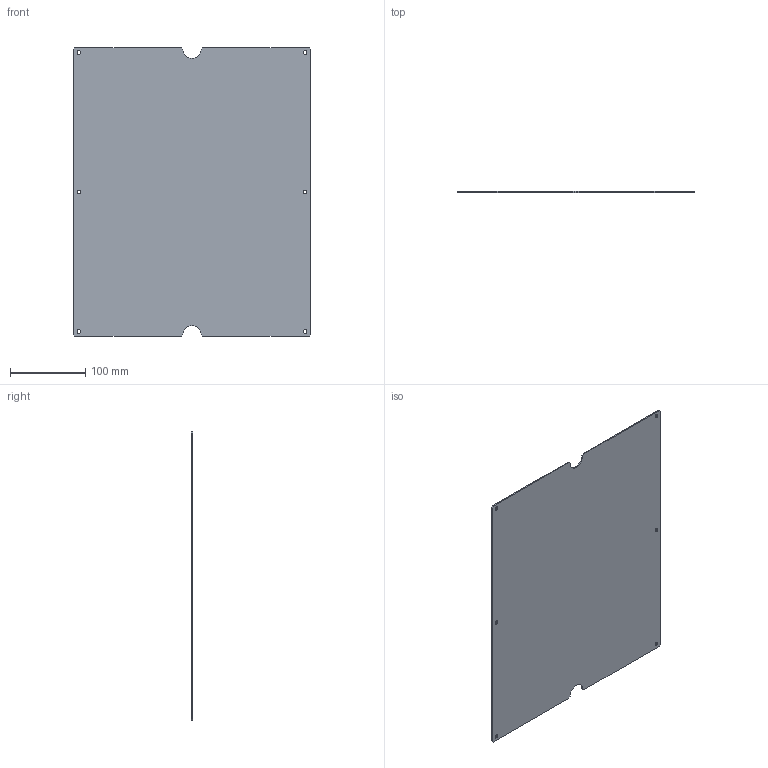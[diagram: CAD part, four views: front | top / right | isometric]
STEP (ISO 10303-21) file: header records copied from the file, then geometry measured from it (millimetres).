
FILE_DESCRIPTION (( 'STEP AP214' ), '1' );
FILE_NAME ('TM 3640.STEP', '2014-11-03T07:12:32', ( '' ), ( '' ), 'SwSTEP 2.0', 'SolidWorks 2014', '' );
FILE_SCHEMA (( 'AUTOMOTIVE_DESIGN' ));
Length unit declared in the file: millimetre
Products named in the file (1): TM 3640
Bounding box: 315 x 1.5 x 383 mm (x, y, z)
Volume: 179908.2 mm3; surface area: 242155 mm2
Topology: 1 solids, 1 shells, 35 faces, 99 edges, 66 vertices
Faces by surface type: plane 20, cylinder 15
Entity records: 1201 total; most frequent: DIRECTION 201, CARTESIAN_POINT 201, ORIENTED_EDGE 198, EDGE_CURVE 99, LINE 69, VECTOR 69, VERTEX_POINT 66, AXIS2_PLACEMENT_3D 66
